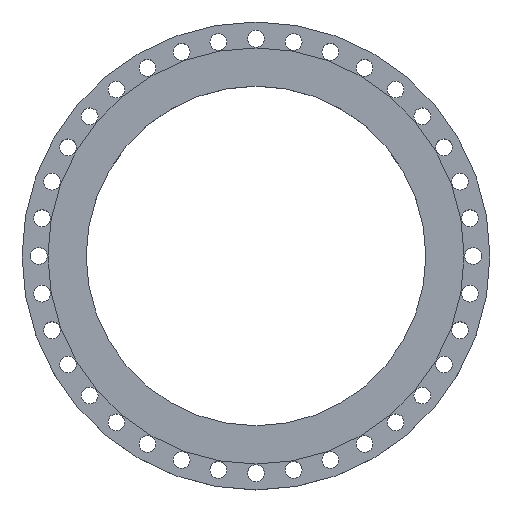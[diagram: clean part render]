
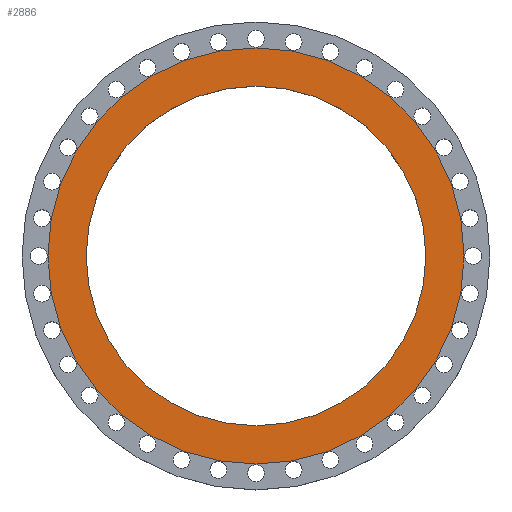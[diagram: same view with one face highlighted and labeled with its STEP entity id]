
A CAD part, top view. The second image highlights one B-rep face of the part: STEP entity #2886.
In plain terms, the highlighted planar face has unit normal (0, 0, 1).
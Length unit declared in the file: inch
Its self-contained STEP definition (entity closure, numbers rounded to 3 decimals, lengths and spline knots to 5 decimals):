
#95 = CARTESIAN_POINT ( 'NONE',  ( -21.5, 0., 0. ) ) ;
#119 = DIRECTION ( 'NONE',  ( 1., 0., 0. ) ) ;
#168 = CARTESIAN_POINT ( 'NONE',  ( 21.5, 0., 0. ) ) ;
#172 = FACE_BOUND ( 'NONE', #296, .T. ) ;
#286 = CARTESIAN_POINT ( 'NONE',  ( 0., 0., 0. ) ) ;
#291 = ORIENTED_EDGE ( 'NONE', *, *, #2736, .F. ) ;
#296 = EDGE_LOOP ( 'NONE', ( #2930, #291 ) ) ;
#476 = DIRECTION ( 'NONE',  ( 1., 0., 0. ) ) ;
#496 = DIRECTION ( 'NONE',  ( 1., 0., 0. ) ) ;
#498 = DIRECTION ( 'NONE',  ( 0., 0., 1. ) ) ;
#538 = VERTEX_POINT ( 'NONE', #831 ) ;
#578 = EDGE_CURVE ( 'NONE', #1220, #2339, #1504, .T. ) ;
#694 = CARTESIAN_POINT ( 'NONE',  ( 0., 0., 0. ) ) ;
#699 = CARTESIAN_POINT ( 'NONE',  ( 0., 0., 0. ) ) ;
#748 = VERTEX_POINT ( 'NONE', #1943 ) ;
#761 = AXIS2_PLACEMENT_3D ( 'NONE', #1899, #1142, #119 ) ;
#831 = CARTESIAN_POINT ( 'NONE',  ( -26.34375, 0., 0. ) ) ;
#855 = CARTESIAN_POINT ( 'NONE',  ( 0., 21.5, 0. ) ) ;
#897 = EDGE_CURVE ( 'NONE', #538, #748, #2068, .T. ) ;
#953 = DIRECTION ( 'NONE',  ( 0., 0., 1. ) ) ;
#967 = AXIS2_PLACEMENT_3D ( 'NONE', #286, #2537, #496 ) ;
#1080 = CIRCLE ( 'NONE', #1515, 26.34375 ) ;
#1142 = DIRECTION ( 'NONE',  ( 0., 0., 1. ) ) ;
#1220 = VERTEX_POINT ( 'NONE', #168 ) ;
#1225 = ORIENTED_EDGE ( 'NONE', *, *, #897, .T. ) ;
#1246 = DIRECTION ( 'NONE',  ( 1., 0., 0. ) ) ;
#1399 = AXIS2_PLACEMENT_3D ( 'NONE', #694, #498, #1246 ) ;
#1504 = CIRCLE ( 'NONE', #761, 21.5 ) ;
#1515 = AXIS2_PLACEMENT_3D ( 'NONE', #699, #953, #476 ) ;
#1608 = DIRECTION ( 'NONE',  ( 0., 0., -1. ) ) ;
#1676 = EDGE_CURVE ( 'NONE', #748, #538, #1080, .T. ) ;
#1899 = CARTESIAN_POINT ( 'NONE',  ( 0., 0., 0. ) ) ;
#1943 = CARTESIAN_POINT ( 'NONE',  ( 26.34375, 0., 0. ) ) ;
#2068 = CIRCLE ( 'NONE', #967, 26.34375 ) ;
#2093 = PLANE ( 'NONE',  #2328 ) ;
#2110 = DIRECTION ( 'NONE',  ( -1., 0., 0. ) ) ;
#2328 = AXIS2_PLACEMENT_3D ( 'NONE', #855, #1608, #2110 ) ;
#2339 = VERTEX_POINT ( 'NONE', #95 ) ;
#2371 = FACE_OUTER_BOUND ( 'NONE', #2943, .T. ) ;
#2537 = DIRECTION ( 'NONE',  ( 0., 0., 1. ) ) ;
#2550 = CIRCLE ( 'NONE', #1399, 21.5 ) ;
#2736 = EDGE_CURVE ( 'NONE', #2339, #1220, #2550, .T. ) ;
#2886 = ADVANCED_FACE ( 'NONE', ( #172, #2371 ), #2093, .F. ) ;
#2930 = ORIENTED_EDGE ( 'NONE', *, *, #578, .F. ) ;
#2943 = EDGE_LOOP ( 'NONE', ( #3085, #1225 ) ) ;
#3085 = ORIENTED_EDGE ( 'NONE', *, *, #1676, .T. ) ;
